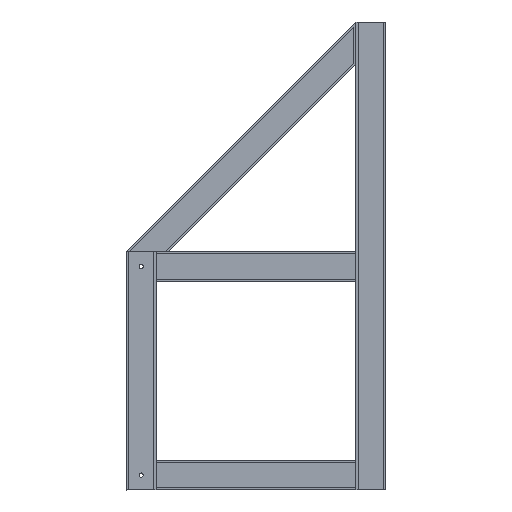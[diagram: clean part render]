
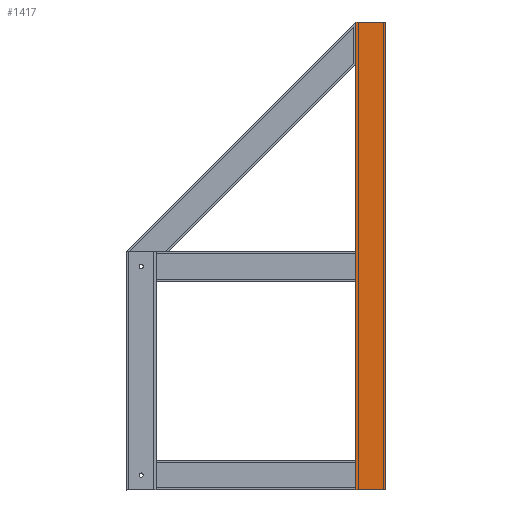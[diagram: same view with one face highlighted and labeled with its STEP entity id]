
A CAD part, left-side view. The second image highlights one B-rep face of the part: STEP entity #1417.
In plain terms, the highlighted face is planar.
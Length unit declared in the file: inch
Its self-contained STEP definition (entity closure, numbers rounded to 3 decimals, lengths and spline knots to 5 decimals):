
#183=LINE('',#2306,#327);
#187=LINE('',#2313,#331);
#194=LINE('',#2328,#338);
#200=LINE('',#2339,#344);
#327=VECTOR('',#1927,39.37008);
#331=VECTOR('',#1933,39.37008);
#338=VECTOR('',#1944,39.37008);
#344=VECTOR('',#1952,39.37008);
#417=PLANE('',#1643);
#529=FACE_OUTER_BOUND('',#640,.T.);
#640=EDGE_LOOP('',(#1214,#1215,#1216,#1217));
#764=VERTEX_POINT('',#2303);
#765=VERTEX_POINT('',#2305);
#767=VERTEX_POINT('',#2311);
#773=VERTEX_POINT('',#2327);
#912=EDGE_CURVE('',#764,#765,#183,.T.);
#916=EDGE_CURVE('',#764,#767,#187,.T.);
#923=EDGE_CURVE('',#765,#773,#194,.T.);
#929=EDGE_CURVE('',#773,#767,#200,.T.);
#1214=ORIENTED_EDGE('',*,*,#916,.T.);
#1215=ORIENTED_EDGE('',*,*,#929,.F.);
#1216=ORIENTED_EDGE('',*,*,#923,.F.);
#1217=ORIENTED_EDGE('',*,*,#912,.F.);
#1417=ADVANCED_FACE('',(#529),#417,.F.);
#1643=AXIS2_PLACEMENT_3D('',#2338,#1950,#1951);
#1927=DIRECTION('',(0.,-1.,0.));
#1933=DIRECTION('',(0.,0.,1.));
#1944=DIRECTION('',(0.,0.,1.));
#1950=DIRECTION('center_axis',(-1.,0.,0.));
#1951=DIRECTION('ref_axis',(0.,0.,
1.));
#1952=DIRECTION('',(0.,1.,0.));
#2303=CARTESIAN_POINT('',(-22.25,26.625,-13.5));
#2305=CARTESIAN_POINT('',(-22.25,-0.875,-13.5));
#2306=CARTESIAN_POINT('',(-22.25,1.79615,-13.5));
#2311=CARTESIAN_POINT('',(-22.25,26.625,-11.75));
#2313=CARTESIAN_POINT('',(-22.25,26.625,-12.5));
#2327=CARTESIAN_POINT('',(-22.25,-0.875,-11.75));
#2328=CARTESIAN_POINT('',(-22.25,-0.875,-11.75));
#2338=CARTESIAN_POINT('Origin',(-22.25,6.125,-12.625));
#2339=CARTESIAN_POINT('',(-22.25,6.125,-11.75));
